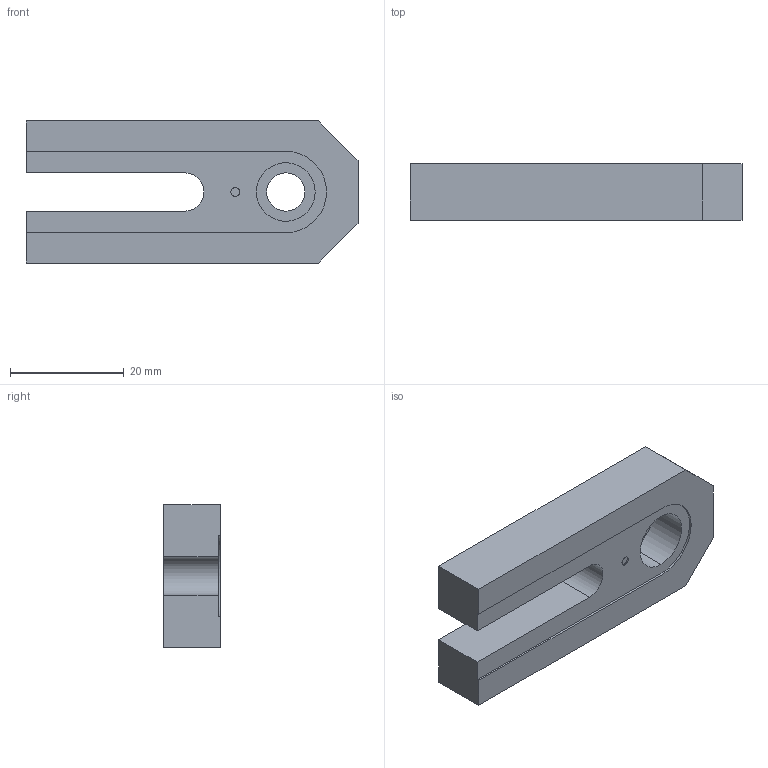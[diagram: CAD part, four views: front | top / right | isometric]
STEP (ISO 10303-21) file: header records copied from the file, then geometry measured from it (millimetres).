
FILE_DESCRIPTION (( 'STEP AP214' ), '1' );
FILE_NAME ('19226-E0W.STEP', '2009-03-10T12:36:00', ( '' ), ( '' ), 'SwSTEP 2.0', 'SolidWorks 2007', '' );
FILE_SCHEMA (( 'AUTOMOTIVE_DESIGN' ));
Length unit declared in the file: millimetre
Products named in the file (1): 19226-E0W
Bounding box: 58.42 x 10 x 24.99 mm (x, y, z)
Volume: 11187.9 mm3; surface area: 4826.2 mm2
Topology: 1 solids, 1 shells, 239 faces, 639 edges, 426 vertices
Faces by surface type: plane 152, bspline 79, cylinder 8
Entity records: 13219 total; most frequent: CARTESIAN_POINT 5112, ORIENTED_EDGE 1278, DIRECTION 819, EDGE_CURVE 639, VECTOR 465, LINE 465, VERTEX_POINT 426, EDGE_LOOP 265
